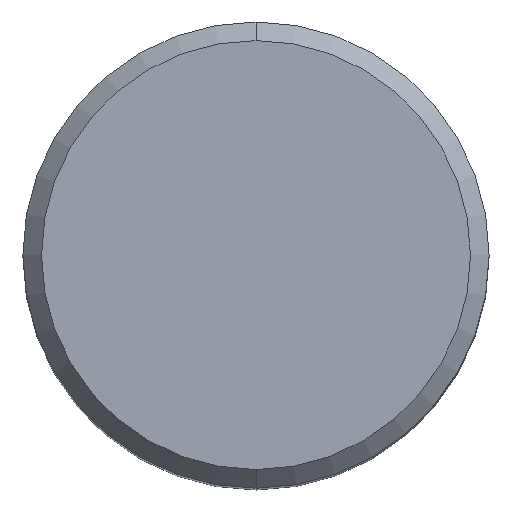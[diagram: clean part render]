
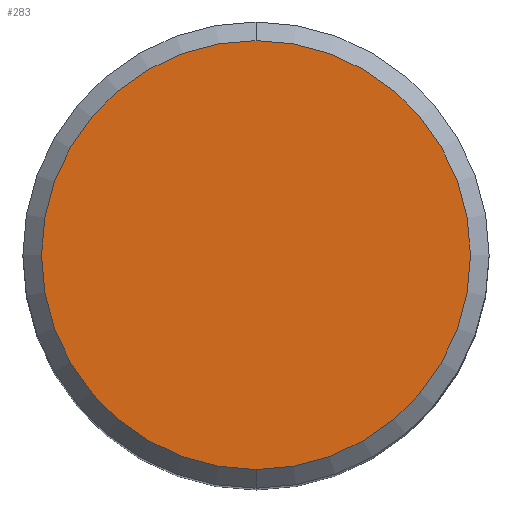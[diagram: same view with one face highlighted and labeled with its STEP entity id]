
A CAD part, top view. The second image highlights one B-rep face of the part: STEP entity #283.
In plain terms, the highlighted planar face has unit normal (0, 0, 1).
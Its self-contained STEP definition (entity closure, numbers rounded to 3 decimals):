
#199=VERTEX_POINT('',#507);
#229=EDGE_CURVE('',#199,#391,#538,.T.);
#245=EDGE_CURVE('',#391,#199,#557,.T.);
#283=ADVANCED_FACE('',(#600),#601,.T.);
#391=VERTEX_POINT('',#722);
#507=CARTESIAN_POINT('',(0.,-11.5,0.0));
#538=CIRCLE('',#966,11.5);
#557=CIRCLE('',#1037,11.5);
#600=FACE_OUTER_BOUND('',#1223,.T.);
#601=PLANE('',#1224);
#722=CARTESIAN_POINT('',(0.0,11.5,0.0));
#966=AXIS2_PLACEMENT_3D('',#1638,#1639,#1640);
#1037=AXIS2_PLACEMENT_3D('',#1676,#1677,#1678);
#1223=EDGE_LOOP('',(#1738,#1739));
#1224=AXIS2_PLACEMENT_3D('',#1740,#1741,#1742);
#1638=CARTESIAN_POINT('',(0.0,0.0,0.0));
#1639=DIRECTION('',(0.0,0.0,-1.0));
#1640=DIRECTION('',(0.0,1.0,0.0));
#1676=CARTESIAN_POINT('',(0.0,0.0,0.0));
#1677=DIRECTION('',(0.0,0.0,-1.0));
#1678=DIRECTION('',(0.0,1.0,0.0));
#1738=ORIENTED_EDGE('',*,*,#245,.F.);
#1739=ORIENTED_EDGE('',*,*,#229,.F.);
#1740=CARTESIAN_POINT('',(0.0,5.75,0.0));
#1741=DIRECTION('',(-0.0,0.0,1.0));
#1742=DIRECTION('',(0.0,-1.0,0.0));
